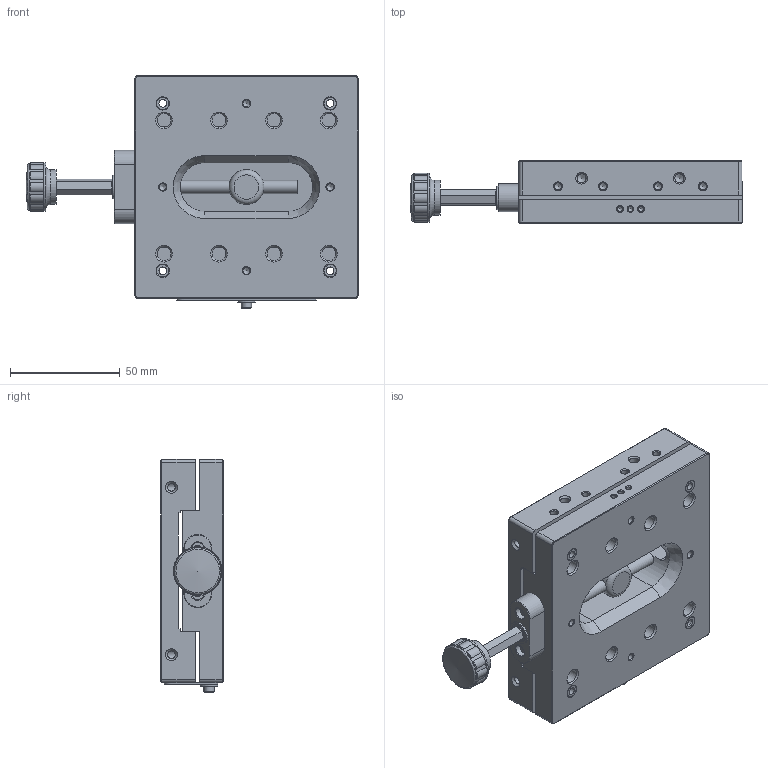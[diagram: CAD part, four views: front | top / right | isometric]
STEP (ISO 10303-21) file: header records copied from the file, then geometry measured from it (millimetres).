
FILE_DESCRIPTION (( 'STEP AP203' ), '1' );
FILE_NAME ('213-1A.STEP', '2020-09-16T19:50:04', ( '' ), ( '' ), 'SwSTEP 2.0', 'SolidWorks 2019', '' );
FILE_SCHEMA (( 'CONFIG_CONTROL_DESIGN' ));
Length unit declared in the file: inch
Products named in the file (1): 213-1A
Bounding box: 151.16 x 28.27 x 106.1 mm (x, y, z)
Volume: 251479.4 mm3; surface area: 73320.4 mm2
Topology: 26 solids, 26 shells, 426 faces, 991 edges, 609 vertices
Faces by surface type: plane 155, cylinder 137, cone 104, torus 21, sphere 9
Full cylindrical faces by diameter (mm): 2.261 x10, 2.705 x3, 2.845 x1, 2.946 x2, 3.124 x1, 3.188 x8, 3.264 x4, 3.454 x8, 3.569 x3, 3.81 x1, 4.039 x5, 4.394 x8, 4.648 x1, 4.75 x1, 4.762 x2, 4.826 x1, 5.105 x1, 5.558 x2, 5.588 x4, 5.867 x4, 6 x1, 6.35 x8, 7.938 x8, 8.026 x1, 8.42 x2, 8.839 x4, 9.525 x4, 10.719 x1, 15.875 x2, 21.209 x1
Entity records: 11139 total; most frequent: CARTESIAN_POINT 2314, DIRECTION 1946, ORIENTED_EDGE 1416, AXIS2_PLACEMENT_3D 848, EDGE_LOOP 712, EDGE_CURVE 708, VERTEX_POINT 540, FACE_OUTER_BOUND 530
